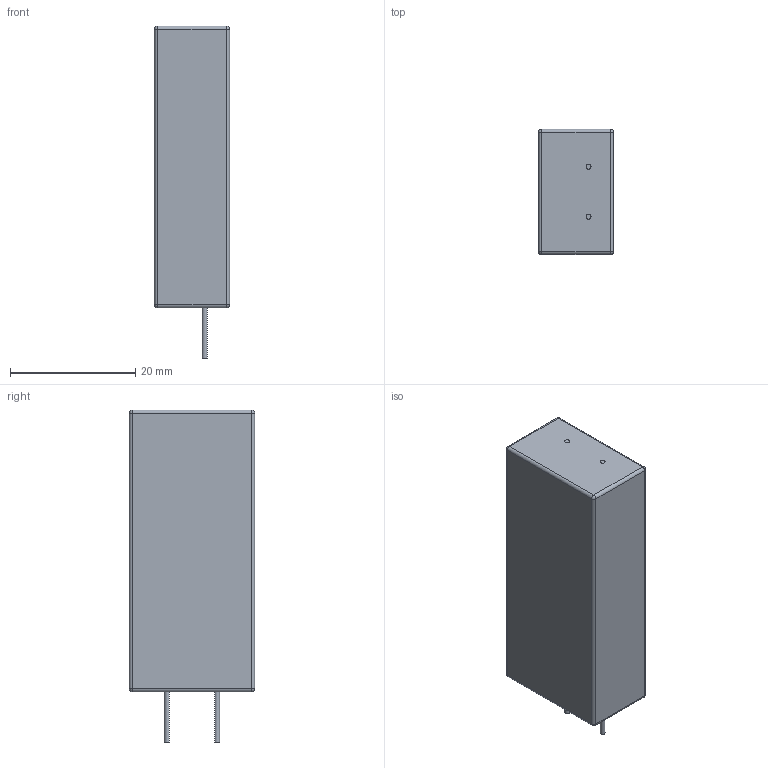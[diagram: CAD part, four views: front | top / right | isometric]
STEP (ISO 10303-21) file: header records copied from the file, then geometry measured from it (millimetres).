
FILE_DESCRIPTION(/* description */ (''),/* implementation_level */ '2;1');
FILE_NAME(/* name */ 'SQW 20 Resistor 45mm x 20mm x 12mm.step',/* time_stamp */ '2024-02-26T06:00:30Z',/* author */ (''),/* organization */ (''),/* preprocessor_version */ 'ST-DEVELOPER v20',/* originating_system */ 'Autodesk Translation Framework v12.14.0.127',/* authorisation */ '');
FILE_SCHEMA (('AUTOMOTIVE_DESIGN { 1 0 10303 214 3 1 1 }'));
Length unit declared in the file: millimetre
Products named in the file (1): SQW 20 Resistor Guess
Bounding box: 12 x 20 x 53 mm (x, y, z)
Volume: 10791.7 mm3; surface area: 3786.2 mm2
Topology: 3 solids, 3 shells, 34 faces, 60 edges, 32 vertices
Faces by surface type: cylinder 16, plane 10, sphere 8
Full cylindrical faces by diameter (mm): 0.8 x4
Entity records: 865 total; most frequent: DIRECTION 162, CARTESIAN_POINT 127, ORIENTED_EDGE 120, AXIS2_PLACEMENT_3D 67, EDGE_CURVE 60, EDGE_LOOP 38, FACE_OUTER_BOUND 34, ADVANCED_FACE 34
